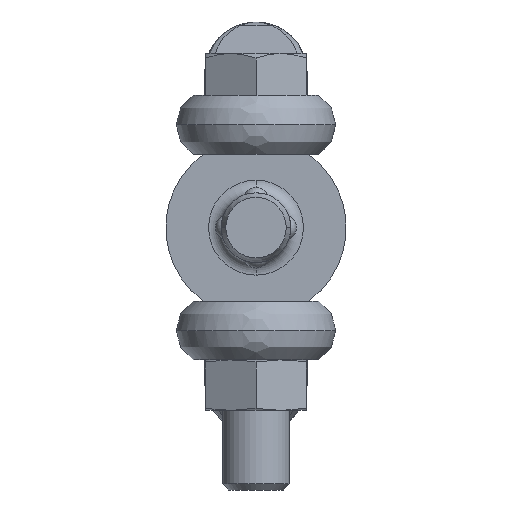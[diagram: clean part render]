
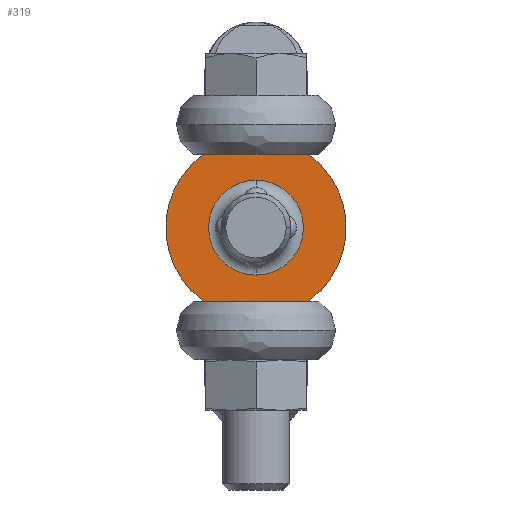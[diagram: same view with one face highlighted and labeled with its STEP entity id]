
A CAD part, left-side view. The second image highlights one B-rep face of the part: STEP entity #319.
In plain terms, the highlighted planar face has unit normal (-1, 0, 0).
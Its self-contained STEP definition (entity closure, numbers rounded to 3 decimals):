
#319=ADVANCED_FACE('',(#721,#722),#723,.T.);
#721=FACE_OUTER_BOUND('',#1833,.T.);
#722=FACE_BOUND('',#1834,.T.);
#723=PLANE('',#1835);
#1833=EDGE_LOOP('',(#3568,#3569,#3570,#3571));
#1834=EDGE_LOOP('',(#3572,#3573,#3574));
#1835=AXIS2_PLACEMENT_3D('',#3575,#3576,#3577);
#3568=ORIENTED_EDGE('',*,*,#4631,.T.);
#3569=ORIENTED_EDGE('',*,*,#4632,.F.);
#3570=ORIENTED_EDGE('',*,*,#4407,.T.);
#3571=ORIENTED_EDGE('',*,*,#4633,.T.);
#3572=ORIENTED_EDGE('',*,*,#4634,.F.);
#3573=ORIENTED_EDGE('',*,*,#4635,.F.);
#3574=ORIENTED_EDGE('',*,*,#4636,.F.);
#3575=CARTESIAN_POINT('',(0.,-8.625,0.));
#3576=DIRECTION('',(-1.0,0.0,0.0));
#3577=DIRECTION('',(0.0,0.0,1.0));
#4407=EDGE_CURVE('',#5016,#5017,#5018,.T.);
#4631=EDGE_CURVE('',#5363,#5364,#5365,.T.);
#4632=EDGE_CURVE('',#5016,#5364,#5366,.T.);
#4633=EDGE_CURVE('',#5017,#5363,#5367,.T.);
#4634=EDGE_CURVE('',#5368,#5369,#5370,.T.);
#4635=EDGE_CURVE('',#5371,#5368,#5372,.T.);
#4636=EDGE_CURVE('',#5369,#5371,#5373,.T.);
#5016=VERTEX_POINT('',#5981);
#5017=VERTEX_POINT('',#5982);
#5018=LINE('',#5983,#5984);
#5363=VERTEX_POINT('',#7151);
#5364=VERTEX_POINT('',#7152);
#5365=LINE('',#7153,#7154);
#5366=CIRCLE('',#7155,10.75);
#5367=CIRCLE('',#7156,10.75);
#5368=VERTEX_POINT('',#7157);
#5369=VERTEX_POINT('',#7158);
#5370=CIRCLE('',#7159,5.65);
#5371=VERTEX_POINT('',#7160);
#5372=CIRCLE('',#7161,5.65);
#5373=CIRCLE('',#7162,5.65);
#5981=CARTESIAN_POINT('',(0.,-6.245,8.75));
#5982=CARTESIAN_POINT('',(0.,6.245,8.75));
#5983=CARTESIAN_POINT('',(0.,-8.625,8.75));
#5984=VECTOR('',#8117,1000.0);
#7151=CARTESIAN_POINT('',(0.,6.245,-8.75));
#7152=CARTESIAN_POINT('',(0.,-6.245,-8.75));
#7153=CARTESIAN_POINT('',(0.,0.,-8.75));
#7154=VECTOR('',#8351,1000.0);
#7155=AXIS2_PLACEMENT_3D('',#8352,#8353,#8354);
#7156=AXIS2_PLACEMENT_3D('',#8355,#8356,#8357);
#7157=CARTESIAN_POINT('',(0.,5.65,0.0));
#7158=CARTESIAN_POINT('',(0.,0.,-5.65));
#7159=AXIS2_PLACEMENT_3D('',#8358,#8359,#8360);
#7160=CARTESIAN_POINT('',(0.,0.,5.65));
#7161=AXIS2_PLACEMENT_3D('',#8361,#8362,#8363);
#7162=AXIS2_PLACEMENT_3D('',#8364,#8365,#8366);
#8117=DIRECTION('',(0.0,1.0,0.0));
#8351=DIRECTION('',(0.0,-1.0,0.));
#8352=CARTESIAN_POINT('',(0.,0.,0.));
#8353=DIRECTION('',(1.0,0.0,0.0));
#8354=DIRECTION('',(0.0,0.0,-1.0));
#8355=CARTESIAN_POINT('',(0.,0.,0.));
#8356=DIRECTION('',(-1.0,0.0,0.0));
#8357=DIRECTION('',(0.0,0.0,-1.0));
#8358=CARTESIAN_POINT('',(0.,0.,0.0));
#8359=DIRECTION('',(-1.0,0.,-0.0));
#8360=DIRECTION('',(0.0,0.0,-1.0));
#8361=CARTESIAN_POINT('',(0.,0.,0.0));
#8362=DIRECTION('',(-1.0,0.,-0.0));
#8363=DIRECTION('',(0.0,0.0,-1.0));
#8364=CARTESIAN_POINT('',(0.,0.,0.0));
#8365=DIRECTION('',(-1.0,0.,-0.0));
#8366=DIRECTION('',(0.0,0.0,-1.0));
